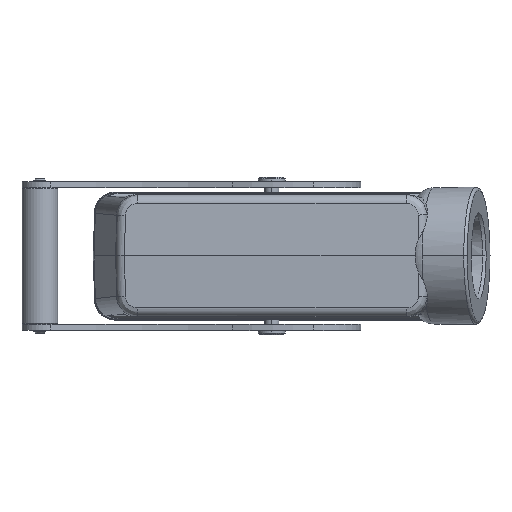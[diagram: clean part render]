
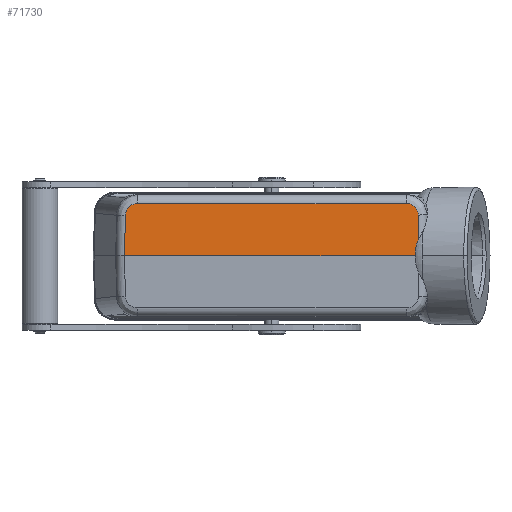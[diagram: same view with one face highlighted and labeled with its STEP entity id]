
A CAD part, top view. The second image highlights one B-rep face of the part: STEP entity #71730.
In plain terms, the highlighted face is planar.
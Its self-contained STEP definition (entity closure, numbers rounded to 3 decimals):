
#23890=CARTESIAN_POINT('',(-45.206,75.541,
-17.521));
#23900=CARTESIAN_POINT('',(-45.227,75.541,
-17.521));
#23910=CARTESIAN_POINT('',(-45.761,75.541,
-17.517));
#23920=CARTESIAN_POINT('',(-46.546,75.546,
-17.35));
#23930=CARTESIAN_POINT('',(-47.451,75.558,
-16.877));
#23940=CARTESIAN_POINT('',(-48.1,75.572,
-16.362));
#23950=CARTESIAN_POINT('',(-48.66,75.59,
-15.669));
#23960=CARTESIAN_POINT('',(-49.104,75.614,
-14.737));
#23970=CARTESIAN_POINT('',(-49.226,75.633,
-14.03));
#23980=CARTESIAN_POINT('',(-49.235,75.643,
-13.636));
#23990=B_SPLINE_CURVE_WITH_KNOTS('',3,(#23890,#23900,#23910,#23920,
#23930,#23940,#23950,#23960,#23970,#23980),.UNSPECIFIED.,.F.,.F.,(4,1,1,
1,1,1,1,4),(0.,0.116,2.838,
4.198,5.559,7.26,8.962,
11.088),.UNSPECIFIED.);
#24000=CARTESIAN_POINT('',(-45.206,75.541,
-17.521));
#24010=VERTEX_POINT('',#24000);
#24020=CARTESIAN_POINT('',(-49.235,75.643,
-13.636));
#24030=VERTEX_POINT('',#24020);
#24040=EDGE_CURVE('',#24010,#24030,#23990,.T.);
#61170=CARTESIAN_POINT('',(-49.235,75.643,
-13.636));
#61180=DIRECTION('',(-0.022,0.026,
0.999));
#61190=VECTOR('',#61180,1.);
#61200=LINE('',#61170,#61190);
#61210=CARTESIAN_POINT('',(-49.535,76.,0.));
#61220=VERTEX_POINT('',#61210);
#61230=EDGE_CURVE('',#24030,#61220,#61200,.T.);
#70960=CARTESIAN_POINT('',(0.054,75.772,
-8.703));
#70970=DIRECTION('',(0.,1.,
-0.026));
#70980=DIRECTION('',(0.026,-0.026,
-0.999));
#70990=AXIS2_PLACEMENT_3D('',#70960,#70970,#70980);
#71000=PLANE('',#70990);
#71010=CARTESIAN_POINT('',(49.403,75.843,
-6.014));
#71020=DIRECTION('',(-0.022,-0.026,
-0.999));
#71030=VECTOR('',#71020,1.);
#71040=LINE('',#71010,#71030);
#71050=CARTESIAN_POINT('',(49.407,75.848,
-5.805));
#71060=VERTEX_POINT('',#71050);
#71070=CARTESIAN_POINT('',(49.235,75.643,
-13.636));
#71080=VERTEX_POINT('',#71070);
#71090=EDGE_CURVE('',#71060,#71080,#71040,.T.);
#71100=ORIENTED_EDGE('',*,*,#71090,.T.);
#71110=CARTESIAN_POINT('',(54.56,54.316,
0.));
#71120=DIRECTION('',(-0.985,-0.174,0.));
#71130=DIRECTION('',(0.174,-0.985,
0.));
#71140=AXIS2_PLACEMENT_3D('',#71110,#71120,#71130);
#71150=TOROIDAL_SURFACE('',#71140,17.,6.);
#71160=CARTESIAN_POINT('',(48.206,76.,
0.));
#71170=CARTESIAN_POINT('',(48.187,75.987,
-0.499));
#71180=CARTESIAN_POINT('',(48.195,75.974,
-1.));
#71190=CARTESIAN_POINT('',(48.23,75.961,
-1.498));
#71200=CARTESIAN_POINT('',(48.264,75.948,
-1.997));
#71210=CARTESIAN_POINT('',(48.326,75.935,
-2.493));
#71220=CARTESIAN_POINT('',(48.418,75.922,
-2.984));
#71230=CARTESIAN_POINT('',(48.51,75.909,
-3.476));
#71240=CARTESIAN_POINT('',(48.632,75.896,
-3.961));
#71250=CARTESIAN_POINT('',(48.793,75.884,
-4.436));
#71260=CARTESIAN_POINT('',(48.955,75.871,
-4.91));
#71270=CARTESIAN_POINT('',(49.155,75.859,
-5.374));
#71280=CARTESIAN_POINT('',(49.407,75.848,
-5.805));
#71290=B_SPLINE_CURVE_WITH_KNOTS('',3,(#71160,#71170,#71180,#71190,
#71200,#71210,#71220,#71230,#71240,#71250,#71260,#71270,#71280),
.UNSPECIFIED.,.F.,.F.,(4,3,3,3,4),(0.,1.499,2.999,
4.5,6.003),.UNSPECIFIED.);
#71300=SURFACE_CURVE('',#71290,(#71150,#71000),.CURVE_3D.);
#71310=CARTESIAN_POINT('',(48.206,76.,0.));
#71320=VERTEX_POINT('',#71310);
#71330=EDGE_CURVE('',#71320,#71060,#71300,.T.);
#71340=ORIENTED_EDGE('',*,*,#71330,.T.);
#71350=CARTESIAN_POINT('',(-49.535,76.,0.));
#71360=DIRECTION('',(1.,0.,0.));
#71370=VECTOR('',#71360,1.);
#71380=LINE('',#71350,#71370);
#71390=EDGE_CURVE('',#61220,#71320,#71380,.T.);
#71400=ORIENTED_EDGE('',*,*,#71390,.T.);
#71410=ORIENTED_EDGE('',*,*,#61230,.T.);
#71420=ORIENTED_EDGE('',*,*,#24040,.T.);
#71430=CARTESIAN_POINT('',(0.,75.541,
-17.521));
#71440=DIRECTION('',(1.,0.,0.));
#71450=VECTOR('',#71440,1.);
#71460=LINE('',#71430,#71450);
#71470=CARTESIAN_POINT('',(45.206,75.541,
-17.521));
#71480=VERTEX_POINT('',#71470);
#71490=EDGE_CURVE('',#24010,#71480,#71460,.T.);
#71500=ORIENTED_EDGE('',*,*,#71490,.F.);
#71510=CARTESIAN_POINT('',(48.217,75.715,
-10.89));
#71520=CARTESIAN_POINT('',(48.432,75.709,
-11.131));
#71530=CARTESIAN_POINT('',(48.619,75.702,
-11.399));
#71540=CARTESIAN_POINT('',(49.088,75.678,
-12.284));
#71550=CARTESIAN_POINT('',(49.249,75.661,
-12.951));
#71560=CARTESIAN_POINT('',(49.223,75.626,
-14.287));
#71570=CARTESIAN_POINT('',(49.044,75.609,
-14.933));
#71580=CARTESIAN_POINT('',(48.392,75.579,
-16.072));
#71590=CARTESIAN_POINT('',(47.932,75.567,
-16.549));
#71600=CARTESIAN_POINT('',(47.001,75.551,
-17.135));
#71610=CARTESIAN_POINT('',(46.585,75.547,
-17.309));
#71620=CARTESIAN_POINT('',(46.15,75.544,
-17.411));
#71630=CARTESIAN_POINT('',(45.938,75.543,
-17.461));
#71640=CARTESIAN_POINT('',(45.724,75.542,
-17.494));
#71650=CARTESIAN_POINT('',(45.408,75.541,
-17.518));
#71660=CARTESIAN_POINT('',(45.307,75.541,
-17.521));
#71670=CARTESIAN_POINT('',(45.206,75.541,
-17.521));
#71680=B_SPLINE_CURVE_WITH_KNOTS('',3,(#71510,#71520,#71530,#71540,
#71550,#71560,#71570,#71580,#71590,#71600,#71610,#71620,#71630,#71640,
#71650,#71660,#71670),.UNSPECIFIED.,.F.,.F.,(4,2,2,2,2,3,2,4),(
23.465,24.802,27.578,30.293,
32.973,34.806,35.695,36.112),
.UNSPECIFIED.);
#71690=EDGE_CURVE('',#71080,#71480,#71680,.T.);
#71700=ORIENTED_EDGE('',*,*,#71690,.T.);
#71710=EDGE_LOOP('',(#71700,#71500,#71420,#71410,#71400,#71340,#71100));
#71720=FACE_OUTER_BOUND('',#71710,.T.);
#71730=ADVANCED_FACE('',(#71720),#71000,.T.);
